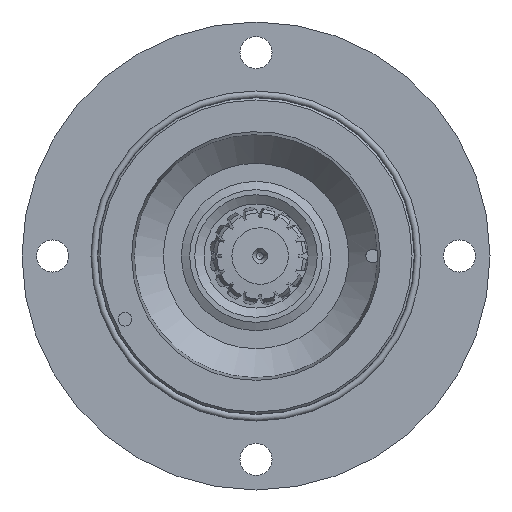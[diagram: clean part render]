
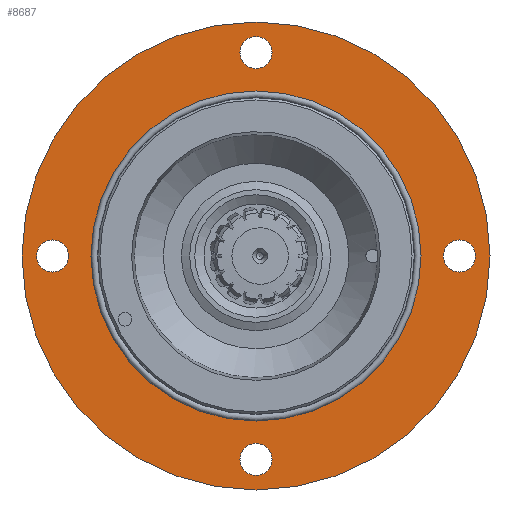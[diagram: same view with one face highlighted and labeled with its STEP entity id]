
A CAD part, left-side view. The second image highlights one B-rep face of the part: STEP entity #8687.
In plain terms, the highlighted planar face has unit normal (-1, 0, 0).
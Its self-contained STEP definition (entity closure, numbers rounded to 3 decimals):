
#3854=ORIENTED_EDGE('',*,*,#5203,.T.);
#3855=ORIENTED_EDGE('',*,*,#5204,.T.);
#3856=ORIENTED_EDGE('',*,*,#5205,.T.);
#3857=ORIENTED_EDGE('',*,*,#5206,.T.);
#3858=ORIENTED_EDGE('',*,*,#5207,.T.);
#3859=ORIENTED_EDGE('',*,*,#5202,.F.);
#5202=EDGE_CURVE('',#6082,#6082,#6534,.T.);
#5203=EDGE_CURVE('',#6083,#6083,#6535,.T.);
#5204=EDGE_CURVE('',#6084,#6084,#6536,.F.);
#5205=EDGE_CURVE('',#6085,#6085,#6537,.T.);
#5206=EDGE_CURVE('',#6086,#6086,#6538,.T.);
#5207=EDGE_CURVE('',#6087,#6087,#6539,.T.);
#6082=VERTEX_POINT('',#15679);
#6083=VERTEX_POINT('',#15682);
#6084=VERTEX_POINT('',#15684);
#6085=VERTEX_POINT('',#15686);
#6086=VERTEX_POINT('',#15688);
#6087=VERTEX_POINT('',#15690);
#6534=CIRCLE('',#9691,103.5);
#6535=CIRCLE('',#9693,72.275);
#6536=CIRCLE('',#9694,7.1);
#6537=CIRCLE('',#9695,7.1);
#6538=CIRCLE('',#9696,7.1);
#6539=CIRCLE('',#9697,7.1);
#7173=EDGE_LOOP('',(#3854));
#7174=EDGE_LOOP('',(#3855));
#7175=EDGE_LOOP('',(#3856));
#7176=EDGE_LOOP('',(#3857));
#7177=EDGE_LOOP('',(#3858));
#7178=EDGE_LOOP('',(#3859));
#7898=FACE_BOUND('',#7173,.T.);
#7899=FACE_BOUND('',#7174,.T.);
#7900=FACE_BOUND('',#7175,.T.);
#7901=FACE_BOUND('',#7176,.T.);
#7902=FACE_BOUND('',#7177,.T.);
#7903=FACE_BOUND('',#7178,.T.);
#8195=PLANE('',#9692);
#8687=ADVANCED_FACE('',(#7898,#7899,#7900,#7901,#7902,#7903),#8195,.T.);
#9691=AXIS2_PLACEMENT_3D('',#15678,#11977,#11978);
#9692=AXIS2_PLACEMENT_3D('',#15680,#11979,#11980);
#9693=AXIS2_PLACEMENT_3D('',#15681,#11981,#11982);
#9694=AXIS2_PLACEMENT_3D('',#15683,#11983,#11984);
#9695=AXIS2_PLACEMENT_3D('',#15685,#11985,#11986);
#9696=AXIS2_PLACEMENT_3D('',#15687,#11987,#11988);
#9697=AXIS2_PLACEMENT_3D('',#15689,#11989,#11990);
#11977=DIRECTION('',(1.,0.,0.));
#11978=DIRECTION('',(0.,0.,-1.));
#11979=DIRECTION('',(-1.,0.,0.));
#11980=DIRECTION('',(0.,0.,1.));
#11981=DIRECTION('',(1.,0.,0.));
#11982=DIRECTION('',(0.,0.,-1.));
#11983=DIRECTION('',(-1.,0.,0.));
#11984=DIRECTION('',(0.,0.,1.));
#11985=DIRECTION('',(1.,0.,0.));
#11986=DIRECTION('',(0.,0.,-1.));
#11987=DIRECTION('',(1.,0.,0.));
#11988=DIRECTION('',(0.,0.,-1.));
#11989=DIRECTION('',(1.,0.,0.));
#11990=DIRECTION('',(0.,0.,-1.));
#15678=CARTESIAN_POINT('',(8.,0.,0.));
#15679=CARTESIAN_POINT('',(8.,0.,-103.5));
#15680=CARTESIAN_POINT('',(8.,103.5,0.));
#15681=CARTESIAN_POINT('',(8.,0.,0.));
#15682=CARTESIAN_POINT('',(8.,0.,-72.275));
#15683=CARTESIAN_POINT('',(8.,90.,0.));
#15684=CARTESIAN_POINT('',(8.,90.,7.1));
#15685=CARTESIAN_POINT('',(8.,0.,90.));
#15686=CARTESIAN_POINT('',(8.,0.,82.9));
#15687=CARTESIAN_POINT('',(8.,-90.,0.));
#15688=CARTESIAN_POINT('',(8.,-90.,-7.1));
#15689=CARTESIAN_POINT('',(8.,0.,-90.));
#15690=CARTESIAN_POINT('',(8.,0.,-97.1));
